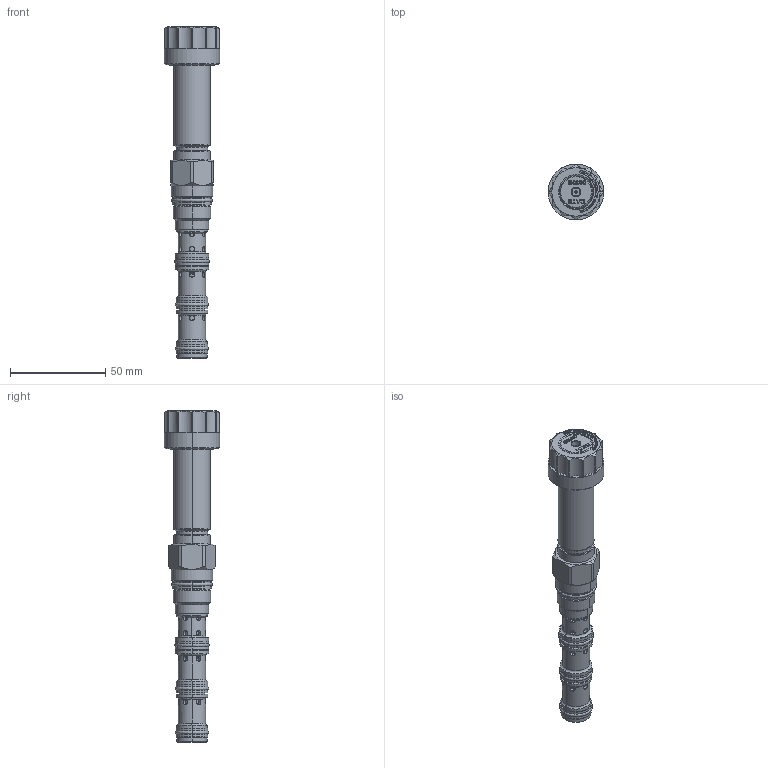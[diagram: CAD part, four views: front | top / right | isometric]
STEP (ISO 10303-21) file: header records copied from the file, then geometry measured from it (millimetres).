
FILE_DESCRIPTION((''),'2;1');
FILE_NAME('DNDAS-NN_PRT','2017-01-30T',('Administrator'),(''),'PRO/ENGINEER BY PARAMETRIC TECHNOLOGY CORPORATION, 2006240','PRO/ENGINEER BY PARAMETRIC TECHNOLOGY CORPORATION, 2006240','');
FILE_SCHEMA(('CONFIG_CONTROL_DESIGN'));
Length unit declared in the file: inch
Products named in the file (1): DNDAS-NN_PRT
Bounding box: 29.21 x 29.21 x 174.52 mm (x, y, z)
Volume: 38185.9 mm3; surface area: 27163.8 mm2
Topology: 7 solids, 8 shells, 1339 faces, 3577 edges, 2324 vertices
Faces by surface type: plane 841, cylinder 281, torus 126, cone 69, revolution 18, bspline 4
Entity records: 48182 total; most frequent: CARTESIAN_POINT 14673, ORIENTED_EDGE 7154, DIRECTION 6616, EDGE_CURVE 3577, VECTOR 2408, LINE 2408, VERTEX_POINT 2324, AXIS2_PLACEMENT_3D 2095
